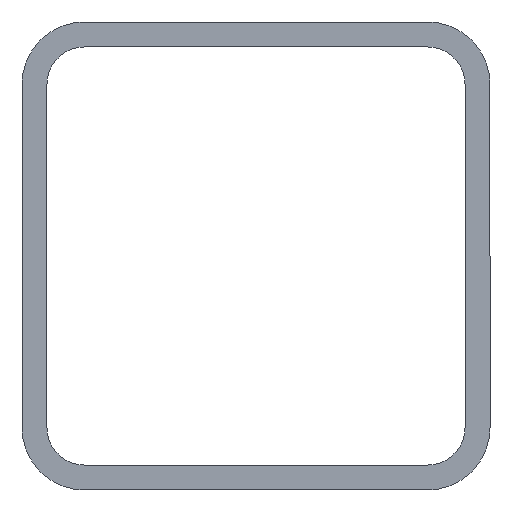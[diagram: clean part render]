
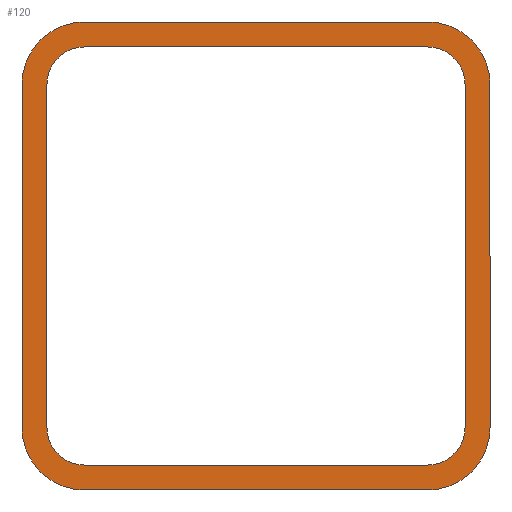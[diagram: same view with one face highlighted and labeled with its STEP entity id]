
A CAD part, left-side view. The second image highlights one B-rep face of the part: STEP entity #120.
In plain terms, the highlighted planar face has unit normal (-1, 0, 0).
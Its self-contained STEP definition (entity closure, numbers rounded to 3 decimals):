
#1 = LINE ( 'NONE', #547, #257 ) ;
#3 = AXIS2_PLACEMENT_3D ( 'NONE', #444, #89, #333 ) ;
#7 = VECTOR ( 'NONE', #12, 1000. ) ;
#12 = DIRECTION ( 'NONE',  ( 0., 0., 1. ) ) ;
#13 = EDGE_CURVE ( 'NONE', #381, #296, #1, .T. ) ;
#24 = CIRCLE ( 'NONE', #237, 6. ) ;
#26 = CARTESIAN_POINT ( 'NONE',  ( -248.75, 27.5, -27.5 ) ) ;
#29 = LINE ( 'NONE', #130, #73 ) ;
#30 = EDGE_CURVE ( 'NONE', #637, #539, #206, .T. ) ;
#31 = DIRECTION ( 'NONE',  ( 0., -1., 0. ) ) ;
#34 = DIRECTION ( 'NONE',  ( -1., 0., 0. ) ) ;
#36 = CARTESIAN_POINT ( 'NONE',  ( -248.75, 37.5, -27.5 ) ) ;
#45 = CARTESIAN_POINT ( 'NONE',  ( -248.75, -27.5, 37.5 ) ) ;
#46 = ORIENTED_EDGE ( 'NONE', *, *, #371, .F. ) ;
#51 = CARTESIAN_POINT ( 'NONE',  ( -248.75, 27.5, 37.5 ) ) ;
#60 = CARTESIAN_POINT ( 'NONE',  ( -248.75, 27.5, 33.5 ) ) ;
#64 = ORIENTED_EDGE ( 'NONE', *, *, #241, .F. ) ;
#73 = VECTOR ( 'NONE', #625, 1000. ) ;
#76 = CARTESIAN_POINT ( 'NONE',  ( -248.75, -27.5, -27.5 ) ) ;
#78 = ORIENTED_EDGE ( 'NONE', *, *, #30, .T. ) ;
#83 = EDGE_LOOP ( 'NONE', ( #176, #482, #311, #586, #154, #165, #300, #78 ) ) ;
#89 = DIRECTION ( 'NONE',  ( -1., 0., 0. ) ) ;
#97 = FACE_BOUND ( 'NONE', #200, .T. ) ;
#101 = PLANE ( 'NONE',  #236 ) ;
#103 = EDGE_CURVE ( 'NONE', #539, #543, #276, .T. ) ;
#104 = AXIS2_PLACEMENT_3D ( 'NONE', #582, #275, #478 ) ;
#110 = EDGE_CURVE ( 'NONE', #490, #381, #483, .T. ) ;
#113 = CARTESIAN_POINT ( 'NONE',  ( -248.75, 27.5, 27.5 ) ) ;
#118 = VECTOR ( 'NONE', #240, 1000. ) ;
#120 = ADVANCED_FACE ( 'NONE', ( #266, #97 ), #101, .F. ) ;
#128 = CIRCLE ( 'NONE', #408, 6. ) ;
#130 = CARTESIAN_POINT ( 'NONE',  ( -248.75, -33.5, -27.5 ) ) ;
#135 = ORIENTED_EDGE ( 'NONE', *, *, #110, .F. ) ;
#136 = CARTESIAN_POINT ( 'NONE',  ( -248.75, 33.5, 27.5 ) ) ;
#137 = CIRCLE ( 'NONE', #3, 10. ) ;
#142 = VERTEX_POINT ( 'NONE', #451 ) ;
#143 = CARTESIAN_POINT ( 'NONE',  ( -248.75, 27.5, -37.5 ) ) ;
#149 = DIRECTION ( 'NONE',  ( -1., 0., 0. ) ) ;
#150 = EDGE_CURVE ( 'NONE', #520, #352, #562, .T. ) ;
#154 = ORIENTED_EDGE ( 'NONE', *, *, #331, .T. ) ;
#160 = CARTESIAN_POINT ( 'NONE',  ( -248.75, 37.5, 27.5 ) ) ;
#164 = DIRECTION ( 'NONE',  ( -1., 0., 0. ) ) ;
#165 = ORIENTED_EDGE ( 'NONE', *, *, #150, .T. ) ;
#176 = ORIENTED_EDGE ( 'NONE', *, *, #103, .T. ) ;
#177 = CARTESIAN_POINT ( 'NONE',  ( -248.75, -27.5, -37.5 ) ) ;
#187 = CARTESIAN_POINT ( 'NONE',  ( -248.75, 27.5, 33.5 ) ) ;
#200 = EDGE_LOOP ( 'NONE', ( #64, #578, #135, #252, #598, #292, #327, #46 ) ) ;
#201 = LINE ( 'NONE', #60, #420 ) ;
#206 = LINE ( 'NONE', #445, #421 ) ;
#223 = DIRECTION ( 'NONE',  ( -1., 0., 0. ) ) ;
#226 = EDGE_CURVE ( 'NONE', #588, #414, #29, .T. ) ;
#234 = EDGE_CURVE ( 'NONE', #501, #588, #526, .T. ) ;
#236 = AXIS2_PLACEMENT_3D ( 'NONE', #512, #556, #465 ) ;
#237 = AXIS2_PLACEMENT_3D ( 'NONE', #26, #422, #273 ) ;
#240 = DIRECTION ( 'NONE',  ( 0., -1., 0. ) ) ;
#241 = EDGE_CURVE ( 'NONE', #296, #142, #24, .T. ) ;
#252 = ORIENTED_EDGE ( 'NONE', *, *, #652, .F. ) ;
#254 = DIRECTION ( 'NONE',  ( 0., 1., 0. ) ) ;
#257 = VECTOR ( 'NONE', #298, 1000. ) ;
#264 = DIRECTION ( 'NONE',  ( 0., 1., 0. ) ) ;
#266 = FACE_OUTER_BOUND ( 'NONE', #83, .T. ) ;
#273 = DIRECTION ( 'NONE',  ( 0., -1., 0. ) ) ;
#275 = DIRECTION ( 'NONE',  ( -1., 0., 0. ) ) ;
#276 = CIRCLE ( 'NONE', #642, 10. ) ;
#281 = VERTEX_POINT ( 'NONE', #572 ) ;
#282 = VERTEX_POINT ( 'NONE', #177 ) ;
#292 = ORIENTED_EDGE ( 'NONE', *, *, #226, .F. ) ;
#295 = CARTESIAN_POINT ( 'NONE',  ( -248.75, -27.5, 27.5 ) ) ;
#296 = VERTEX_POINT ( 'NONE', #425 ) ;
#298 = DIRECTION ( 'NONE',  ( 0., 0., -1. ) ) ;
#300 = ORIENTED_EDGE ( 'NONE', *, *, #626, .T. ) ;
#311 = ORIENTED_EDGE ( 'NONE', *, *, #350, .T. ) ;
#327 = ORIENTED_EDGE ( 'NONE', *, *, #234, .F. ) ;
#331 = EDGE_CURVE ( 'NONE', #282, #520, #505, .T. ) ;
#333 = DIRECTION ( 'NONE',  ( 0., -1., 0. ) ) ;
#334 = VECTOR ( 'NONE', #510, 1000. ) ;
#339 = CARTESIAN_POINT ( 'NONE',  ( -248.75, -27.5, -33.5 ) ) ;
#350 = EDGE_CURVE ( 'NONE', #456, #281, #137, .T. ) ;
#351 = DIRECTION ( 'NONE',  ( 0., -1., 0. ) ) ;
#352 = VERTEX_POINT ( 'NONE', #380 ) ;
#355 = CARTESIAN_POINT ( 'NONE',  ( -248.75, -37.5, -27.5 ) ) ;
#356 = AXIS2_PLACEMENT_3D ( 'NONE', #113, #653, #254 ) ;
#358 = CIRCLE ( 'NONE', #432, 10. ) ;
#359 = LINE ( 'NONE', #406, #334 ) ;
#361 = VERTEX_POINT ( 'NONE', #643 ) ;
#362 = DIRECTION ( 'NONE',  ( 0., 1., 0. ) ) ;
#369 = VECTOR ( 'NONE', #31, 1000. ) ;
#370 = DIRECTION ( 'NONE',  ( 0., 1., 0. ) ) ;
#371 = EDGE_CURVE ( 'NONE', #142, #501, #431, .T. ) ;
#378 = EDGE_CURVE ( 'NONE', #414, #361, #128, .T. ) ;
#380 = CARTESIAN_POINT ( 'NONE',  ( -248.75, -37.5, 27.5 ) ) ;
#381 = VERTEX_POINT ( 'NONE', #136 ) ;
#388 = DIRECTION ( 'NONE',  ( 0., -1., 0. ) ) ;
#392 = DIRECTION ( 'NONE',  ( 0., 1., 0. ) ) ;
#406 = CARTESIAN_POINT ( 'NONE',  ( -248.75, 37.5, -27.5 ) ) ;
#408 = AXIS2_PLACEMENT_3D ( 'NONE', #295, #34, #388 ) ;
#414 = VERTEX_POINT ( 'NONE', #436 ) ;
#417 = EDGE_CURVE ( 'NONE', #281, #282, #484, .T. ) ;
#420 = VECTOR ( 'NONE', #264, 1000. ) ;
#421 = VECTOR ( 'NONE', #392, 1000. ) ;
#422 = DIRECTION ( 'NONE',  ( -1., 0., 0. ) ) ;
#425 = CARTESIAN_POINT ( 'NONE',  ( -248.75, 33.5, -27.5 ) ) ;
#431 = LINE ( 'NONE', #536, #369 ) ;
#432 = AXIS2_PLACEMENT_3D ( 'NONE', #611, #164, #351 ) ;
#436 = CARTESIAN_POINT ( 'NONE',  ( -248.75, -33.5, 27.5 ) ) ;
#444 = CARTESIAN_POINT ( 'NONE',  ( -248.75, 27.5, -27.5 ) ) ;
#445 = CARTESIAN_POINT ( 'NONE',  ( -248.75, 27.5, 37.5 ) ) ;
#451 = CARTESIAN_POINT ( 'NONE',  ( -248.75, 27.5, -33.5 ) ) ;
#456 = VERTEX_POINT ( 'NONE', #36 ) ;
#465 = DIRECTION ( 'NONE',  ( 0., 1., 0. ) ) ;
#478 = DIRECTION ( 'NONE',  ( 0., 1., 0. ) ) ;
#482 = ORIENTED_EDGE ( 'NONE', *, *, #646, .T. ) ;
#483 = CIRCLE ( 'NONE', #356, 6. ) ;
#484 = LINE ( 'NONE', #143, #118 ) ;
#490 = VERTEX_POINT ( 'NONE', #187 ) ;
#501 = VERTEX_POINT ( 'NONE', #339 ) ;
#505 = CIRCLE ( 'NONE', #104, 10. ) ;
#510 = DIRECTION ( 'NONE',  ( 0., 0., -1. ) ) ;
#512 = CARTESIAN_POINT ( 'NONE',  ( -248.75, 27.5, 27.5 ) ) ;
#520 = VERTEX_POINT ( 'NONE', #542 ) ;
#526 = CIRCLE ( 'NONE', #569, 6. ) ;
#536 = CARTESIAN_POINT ( 'NONE',  ( -248.75, 27.5, -33.5 ) ) ;
#539 = VERTEX_POINT ( 'NONE', #51 ) ;
#542 = CARTESIAN_POINT ( 'NONE',  ( -248.75, -37.5, -27.5 ) ) ;
#543 = VERTEX_POINT ( 'NONE', #160 ) ;
#547 = CARTESIAN_POINT ( 'NONE',  ( -248.75, 33.5, -27.5 ) ) ;
#551 = CARTESIAN_POINT ( 'NONE',  ( -248.75, 27.5, 27.5 ) ) ;
#556 = DIRECTION ( 'NONE',  ( 1., 0., 0. ) ) ;
#562 = LINE ( 'NONE', #355, #7 ) ;
#569 = AXIS2_PLACEMENT_3D ( 'NONE', #76, #223, #370 ) ;
#572 = CARTESIAN_POINT ( 'NONE',  ( -248.75, 27.5, -37.5 ) ) ;
#578 = ORIENTED_EDGE ( 'NONE', *, *, #13, .F. ) ;
#582 = CARTESIAN_POINT ( 'NONE',  ( -248.75, -27.5, -27.5 ) ) ;
#586 = ORIENTED_EDGE ( 'NONE', *, *, #417, .T. ) ;
#588 = VERTEX_POINT ( 'NONE', #601 ) ;
#598 = ORIENTED_EDGE ( 'NONE', *, *, #378, .F. ) ;
#601 = CARTESIAN_POINT ( 'NONE',  ( -248.75, -33.5, -27.5 ) ) ;
#611 = CARTESIAN_POINT ( 'NONE',  ( -248.75, -27.5, 27.5 ) ) ;
#625 = DIRECTION ( 'NONE',  ( 0., 0., 1. ) ) ;
#626 = EDGE_CURVE ( 'NONE', #352, #637, #358, .T. ) ;
#637 = VERTEX_POINT ( 'NONE', #45 ) ;
#642 = AXIS2_PLACEMENT_3D ( 'NONE', #551, #149, #362 ) ;
#643 = CARTESIAN_POINT ( 'NONE',  ( -248.75, -27.5, 33.5 ) ) ;
#646 = EDGE_CURVE ( 'NONE', #543, #456, #359, .T. ) ;
#652 = EDGE_CURVE ( 'NONE', #361, #490, #201, .T. ) ;
#653 = DIRECTION ( 'NONE',  ( -1., 0., 0. ) ) ;
